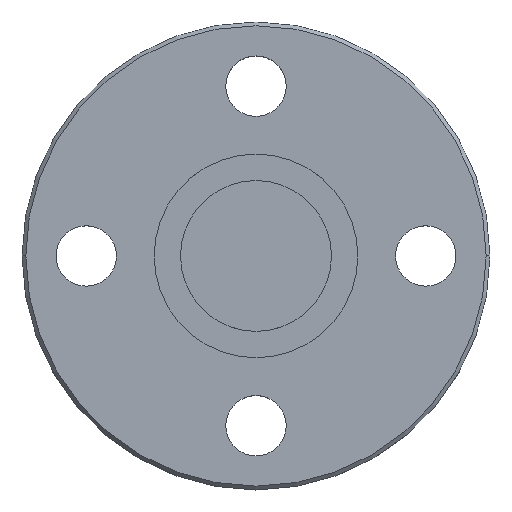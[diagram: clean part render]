
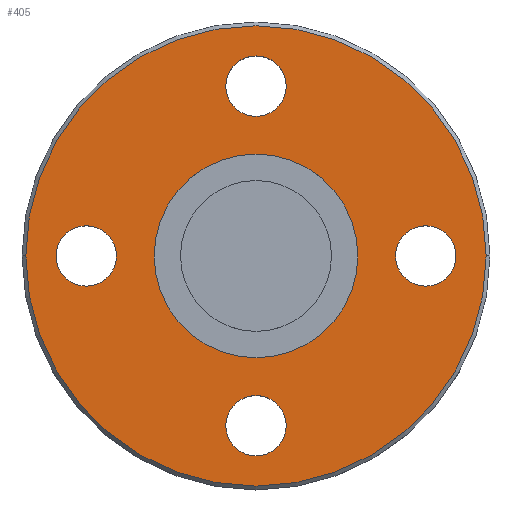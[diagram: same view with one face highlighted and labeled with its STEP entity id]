
A CAD part, top view. The second image highlights one B-rep face of the part: STEP entity #405.
In plain terms, the highlighted planar face has unit normal (0, 0, 1).
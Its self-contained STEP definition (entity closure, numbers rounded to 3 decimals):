
#1 = VERTEX_POINT ( 'NONE', #638 ) ;
#4 = VERTEX_POINT ( 'NONE', #233 ) ;
#6 = CARTESIAN_POINT ( 'NONE',  ( 0., 30.5, 10. ) ) ;
#17 = AXIS2_PLACEMENT_3D ( 'NONE', #489, #651, #480 ) ;
#18 = DIRECTION ( 'NONE',  ( 0., 0., 1. ) ) ;
#24 = DIRECTION ( 'NONE',  ( 1., 0., 0. ) ) ;
#25 = VERTEX_POINT ( 'NONE', #463 ) ;
#28 = VERTEX_POINT ( 'NONE', #133 ) ;
#30 = DIRECTION ( 'NONE',  ( 0., 1., 0. ) ) ;
#40 = CARTESIAN_POINT ( 'NONE',  ( -13.5, 0., 10. ) ) ;
#53 = CARTESIAN_POINT ( 'NONE',  ( 13.5, 0., 10. ) ) ;
#64 = PLANE ( 'NONE',  #276 ) ;
#70 = FACE_BOUND ( 'NONE', #479, .T. ) ;
#83 = ORIENTED_EDGE ( 'NONE', *, *, #643, .F. ) ;
#86 = EDGE_LOOP ( 'NONE', ( #83, #655 ) ) ;
#94 = VERTEX_POINT ( 'NONE', #690 ) ;
#100 = EDGE_LOOP ( 'NONE', ( #277, #561 ) ) ;
#101 = DIRECTION ( 'NONE',  ( 0., 0., 1. ) ) ;
#102 = CIRCLE ( 'NONE', #227, 30.5 ) ;
#107 = ORIENTED_EDGE ( 'NONE', *, *, #138, .F. ) ;
#110 = ORIENTED_EDGE ( 'NONE', *, *, #238, .F. ) ;
#113 = CIRCLE ( 'NONE', #678, 13.5 ) ;
#118 = DIRECTION ( 'NONE',  ( -1., 0., 0. ) ) ;
#120 = EDGE_CURVE ( 'NONE', #448, #28, #698, .T. ) ;
#123 = ORIENTED_EDGE ( 'NONE', *, *, #560, .F. ) ;
#131 = DIRECTION ( 'NONE',  ( 0., 1., 0. ) ) ;
#133 = CARTESIAN_POINT ( 'NONE',  ( -4., 22.5, 10. ) ) ;
#138 = EDGE_CURVE ( 'NONE', #356, #370, #113, .T. ) ;
#142 = CARTESIAN_POINT ( 'NONE',  ( 0., -22.5, 10. ) ) ;
#146 = ORIENTED_EDGE ( 'NONE', *, *, #683, .F. ) ;
#158 = CIRCLE ( 'NONE', #296, 4. ) ;
#166 = CARTESIAN_POINT ( 'NONE',  ( 22.5, 0., 10. ) ) ;
#169 = DIRECTION ( 'NONE',  ( 0., 0., 1. ) ) ;
#179 = AXIS2_PLACEMENT_3D ( 'NONE', #536, #255, #723 ) ;
#191 = CIRCLE ( 'NONE', #284, 4. ) ;
#207 = DIRECTION ( 'NONE',  ( 1., 0., 0. ) ) ;
#216 = CARTESIAN_POINT ( 'NONE',  ( 0., 0., 10. ) ) ;
#227 = AXIS2_PLACEMENT_3D ( 'NONE', #216, #496, #268 ) ;
#233 = CARTESIAN_POINT ( 'NONE',  ( -30.5, 0., 10. ) ) ;
#238 = EDGE_CURVE ( 'NONE', #383, #266, #593, .T. ) ;
#250 = CIRCLE ( 'NONE', #665, 4. ) ;
#251 = CIRCLE ( 'NONE', #501, 13.5 ) ;
#252 = CARTESIAN_POINT ( 'NONE',  ( -22.5, 0., 10. ) ) ;
#255 = DIRECTION ( 'NONE',  ( 0., 0., 1. ) ) ;
#256 = DIRECTION ( 'NONE',  ( 0., -1., 0. ) ) ;
#263 = EDGE_CURVE ( 'NONE', #4, #25, #102, .T. ) ;
#264 = CARTESIAN_POINT ( 'NONE',  ( 0., 0., 10. ) ) ;
#266 = VERTEX_POINT ( 'NONE', #717 ) ;
#268 = DIRECTION ( 'NONE',  ( 1., 0., 0. ) ) ;
#276 = AXIS2_PLACEMENT_3D ( 'NONE', #6, #626, #118 ) ;
#277 = ORIENTED_EDGE ( 'NONE', *, *, #263, .T. ) ;
#284 = AXIS2_PLACEMENT_3D ( 'NONE', #166, #169, #447 ) ;
#296 = AXIS2_PLACEMENT_3D ( 'NONE', #252, #695, #30 ) ;
#306 = DIRECTION ( 'NONE',  ( 0., 0., 1. ) ) ;
#319 = ORIENTED_EDGE ( 'NONE', *, *, #379, .F. ) ;
#332 = AXIS2_PLACEMENT_3D ( 'NONE', #382, #372, #256 ) ;
#350 = EDGE_CURVE ( 'NONE', #1, #94, #485, .T. ) ;
#356 = VERTEX_POINT ( 'NONE', #53 ) ;
#360 = CARTESIAN_POINT ( 'NONE',  ( -22.5, 4., 10. ) ) ;
#361 = ORIENTED_EDGE ( 'NONE', *, *, #629, .F. ) ;
#366 = EDGE_LOOP ( 'NONE', ( #319, #110 ) ) ;
#370 = VERTEX_POINT ( 'NONE', #40 ) ;
#372 = DIRECTION ( 'NONE',  ( 0., 0., 1. ) ) ;
#379 = EDGE_CURVE ( 'NONE', #266, #383, #191, .T. ) ;
#382 = CARTESIAN_POINT ( 'NONE',  ( 22.5, 0., 10. ) ) ;
#383 = VERTEX_POINT ( 'NONE', #680 ) ;
#394 = FACE_OUTER_BOUND ( 'NONE', #100, .T. ) ;
#402 = CIRCLE ( 'NONE', #179, 30.5 ) ;
#403 = CIRCLE ( 'NONE', #17, 4. ) ;
#405 = ADVANCED_FACE ( 'NONE', ( #562, #458, #630, #731, #70, #394 ), #64, .F. ) ;
#424 = DIRECTION ( 'NONE',  ( -1., 0., 0. ) ) ;
#428 = CIRCLE ( 'NONE', #728, 4. ) ;
#447 = DIRECTION ( 'NONE',  ( 0., -1., 0. ) ) ;
#448 = VERTEX_POINT ( 'NONE', #505 ) ;
#458 = FACE_BOUND ( 'NONE', #86, .T. ) ;
#463 = CARTESIAN_POINT ( 'NONE',  ( 30.5, 0., 10. ) ) ;
#472 = AXIS2_PLACEMENT_3D ( 'NONE', #594, #693, #701 ) ;
#479 = EDGE_LOOP ( 'NONE', ( #107, #146 ) ) ;
#480 = DIRECTION ( 'NONE',  ( 1., 0., 0. ) ) ;
#485 = CIRCLE ( 'NONE', #579, 4. ) ;
#487 = EDGE_LOOP ( 'NONE', ( #573, #361 ) ) ;
#489 = CARTESIAN_POINT ( 'NONE',  ( 0., 22.5, 10. ) ) ;
#494 = ORIENTED_EDGE ( 'NONE', *, *, #534, .F. ) ;
#496 = DIRECTION ( 'NONE',  ( 0., 0., 1. ) ) ;
#501 = AXIS2_PLACEMENT_3D ( 'NONE', #264, #656, #207 ) ;
#505 = CARTESIAN_POINT ( 'NONE',  ( 4., 22.5, 10. ) ) ;
#521 = CARTESIAN_POINT ( 'NONE',  ( -22.5, 0., 10. ) ) ;
#525 = VERTEX_POINT ( 'NONE', #571 ) ;
#534 = EDGE_CURVE ( 'NONE', #577, #525, #158, .T. ) ;
#536 = CARTESIAN_POINT ( 'NONE',  ( 0., 0., 10. ) ) ;
#539 = DIRECTION ( 'NONE',  ( -1., 0., 0. ) ) ;
#549 = CARTESIAN_POINT ( 'NONE',  ( 0., -22.5, 10. ) ) ;
#560 = EDGE_CURVE ( 'NONE', #525, #577, #250, .T. ) ;
#561 = ORIENTED_EDGE ( 'NONE', *, *, #609, .T. ) ;
#562 = FACE_BOUND ( 'NONE', #662, .T. ) ;
#571 = CARTESIAN_POINT ( 'NONE',  ( -22.5, -4., 10. ) ) ;
#573 = ORIENTED_EDGE ( 'NONE', *, *, #120, .F. ) ;
#577 = VERTEX_POINT ( 'NONE', #360 ) ;
#579 = AXIS2_PLACEMENT_3D ( 'NONE', #549, #614, #424 ) ;
#585 = CARTESIAN_POINT ( 'NONE',  ( 0., 0., 10. ) ) ;
#593 = CIRCLE ( 'NONE', #332, 4. ) ;
#594 = CARTESIAN_POINT ( 'NONE',  ( 0., 22.5, 10. ) ) ;
#609 = EDGE_CURVE ( 'NONE', #25, #4, #402, .T. ) ;
#614 = DIRECTION ( 'NONE',  ( 0., 0., 1. ) ) ;
#626 = DIRECTION ( 'NONE',  ( 0., 0., -1. ) ) ;
#629 = EDGE_CURVE ( 'NONE', #28, #448, #403, .T. ) ;
#630 = FACE_BOUND ( 'NONE', #366, .T. ) ;
#638 = CARTESIAN_POINT ( 'NONE',  ( 4., -22.5, 10. ) ) ;
#643 = EDGE_CURVE ( 'NONE', #94, #1, #428, .T. ) ;
#651 = DIRECTION ( 'NONE',  ( 0., 0., 1. ) ) ;
#655 = ORIENTED_EDGE ( 'NONE', *, *, #350, .F. ) ;
#656 = DIRECTION ( 'NONE',  ( 0., 0., 1. ) ) ;
#662 = EDGE_LOOP ( 'NONE', ( #494, #123 ) ) ;
#665 = AXIS2_PLACEMENT_3D ( 'NONE', #521, #18, #131 ) ;
#678 = AXIS2_PLACEMENT_3D ( 'NONE', #585, #306, #24 ) ;
#680 = CARTESIAN_POINT ( 'NONE',  ( 22.5, 4., 10. ) ) ;
#683 = EDGE_CURVE ( 'NONE', #370, #356, #251, .T. ) ;
#690 = CARTESIAN_POINT ( 'NONE',  ( -4., -22.5, 10. ) ) ;
#693 = DIRECTION ( 'NONE',  ( 0., 0., 1. ) ) ;
#695 = DIRECTION ( 'NONE',  ( 0., 0., 1. ) ) ;
#698 = CIRCLE ( 'NONE', #472, 4. ) ;
#701 = DIRECTION ( 'NONE',  ( 1., 0., 0. ) ) ;
#717 = CARTESIAN_POINT ( 'NONE',  ( 22.5, -4., 10. ) ) ;
#723 = DIRECTION ( 'NONE',  ( 1., 0., 0. ) ) ;
#728 = AXIS2_PLACEMENT_3D ( 'NONE', #142, #101, #539 ) ;
#731 = FACE_BOUND ( 'NONE', #487, .T. ) ;
